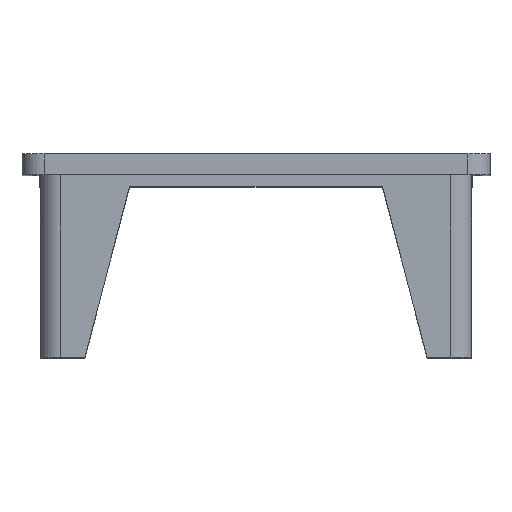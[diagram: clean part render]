
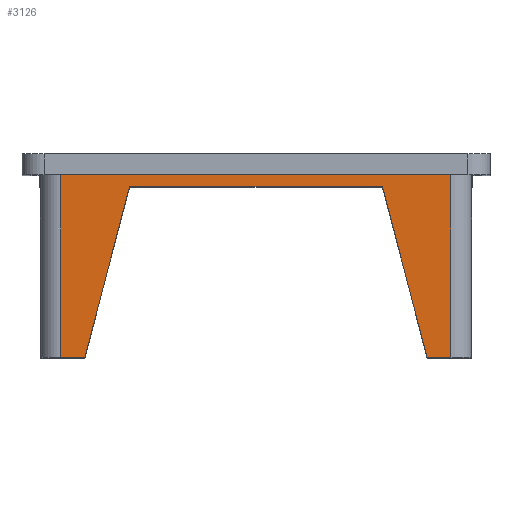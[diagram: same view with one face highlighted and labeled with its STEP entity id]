
A CAD part, top view. The second image highlights one B-rep face of the part: STEP entity #3126.
In plain terms, the highlighted planar face has unit normal (0, 0, 1).
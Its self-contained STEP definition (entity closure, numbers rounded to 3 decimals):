
#337=FACE_OUTER_BOUND('',#530,.T.);
#530=EDGE_LOOP('',(#2118,#2119,#2120,#2121,#2122,#2123,#2124,#2125));
#756=LINE('',#4770,#1039);
#760=LINE('',#4779,#1043);
#776=LINE('',#4814,#1059);
#777=LINE('',#4816,#1060);
#778=LINE('',#4818,#1061);
#779=LINE('',#4820,#1062);
#780=LINE('',#4821,#1063);
#781=LINE('',#4822,#1064);
#1039=VECTOR('',#3721,10.);
#1043=VECTOR('',#3727,10.);
#1059=VECTOR('',#3755,10.);
#1060=VECTOR('',#3756,10.);
#1061=VECTOR('',#3757,10.);
#1062=VECTOR('',#3758,10.);
#1063=VECTOR('',#3759,10.);
#1064=VECTOR('',#3760,10.);
#1322=VERTEX_POINT('',#4768);
#1323=VERTEX_POINT('',#4769);
#1326=VERTEX_POINT('',#4777);
#1327=VERTEX_POINT('',#4778);
#1340=VERTEX_POINT('',#4813);
#1341=VERTEX_POINT('',#4815);
#1342=VERTEX_POINT('',#4817);
#1343=VERTEX_POINT('',#4819);
#1624=EDGE_CURVE('',#1322,#1323,#756,.T.);
#1628=EDGE_CURVE('',#1326,#1327,#760,.T.);
#1646=EDGE_CURVE('',#1340,#1326,#776,.T.);
#1647=EDGE_CURVE('',#1341,#1340,#777,.T.);
#1648=EDGE_CURVE('',#1342,#1341,#778,.T.);
#1649=EDGE_CURVE('',#1343,#1342,#779,.T.);
#1650=EDGE_CURVE('',#1322,#1343,#780,.T.);
#1651=EDGE_CURVE('',#1323,#1327,#781,.T.);
#2118=ORIENTED_EDGE('',*,*,#1646,.F.);
#2119=ORIENTED_EDGE('',*,*,#1647,.F.);
#2120=ORIENTED_EDGE('',*,*,#1648,.F.);
#2121=ORIENTED_EDGE('',*,*,#1649,.F.);
#2122=ORIENTED_EDGE('',*,*,#1650,.F.);
#2123=ORIENTED_EDGE('',*,*,#1624,.T.);
#2124=ORIENTED_EDGE('',*,*,#1651,.T.);
#2125=ORIENTED_EDGE('',*,*,#1628,.F.);
#3029=PLANE('',#3335);
#3126=ADVANCED_FACE('',(#337),#3029,.T.);
#3335=AXIS2_PLACEMENT_3D('',#4812,#3753,#3754);
#3721=DIRECTION('',(0.253,0.967,0.));
#3727=DIRECTION('',(-0.253,0.967,0.));
#3753=DIRECTION('center_axis',(0.,0.,1.));
#3754=DIRECTION('ref_axis',(-1.,0.,0.));
#3755=DIRECTION('',(-1.,0.,0.));
#3756=DIRECTION('',(0.,-1.,0.));
#3757=DIRECTION('',(1.,0.,0.));
#3758=DIRECTION('',(0.,1.,0.));
#3759=DIRECTION('',(-1.,0.,0.));
#3760=DIRECTION('',(1.,0.,0.));
#4768=CARTESIAN_POINT('',(-20.85,-22.8,26.25));
#4769=CARTESIAN_POINT('',(-15.4,-2.,26.25));
#4770=CARTESIAN_POINT('',(-20.85,-22.8,26.25));
#4777=CARTESIAN_POINT('',(20.85,-22.8,26.25));
#4778=CARTESIAN_POINT('',(15.4,-2.,26.25));
#4779=CARTESIAN_POINT('',(20.85,-22.8,26.25));
#4812=CARTESIAN_POINT('Origin',(24.9,0.,26.25));
#4813=CARTESIAN_POINT('',(23.75,-22.8,26.25));
#4814=CARTESIAN_POINT('',(20.85,-22.8,26.25));
#4815=CARTESIAN_POINT('',(23.75,0.3,26.25));
#4816=CARTESIAN_POINT('',(23.75,0.,26.25));
#4817=CARTESIAN_POINT('',(-23.75,0.3,26.25));
#4818=CARTESIAN_POINT('',(12.45,0.3,26.25));
#4819=CARTESIAN_POINT('',(-23.75,-22.8,26.25));
#4820=CARTESIAN_POINT('',(-23.75,0.,26.25));
#4821=CARTESIAN_POINT('',(-20.85,-22.8,26.25));
#4822=CARTESIAN_POINT('',(12.45,-2.,26.25));
